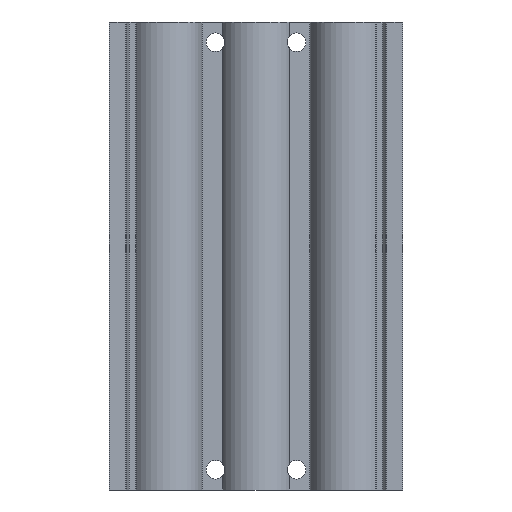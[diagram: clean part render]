
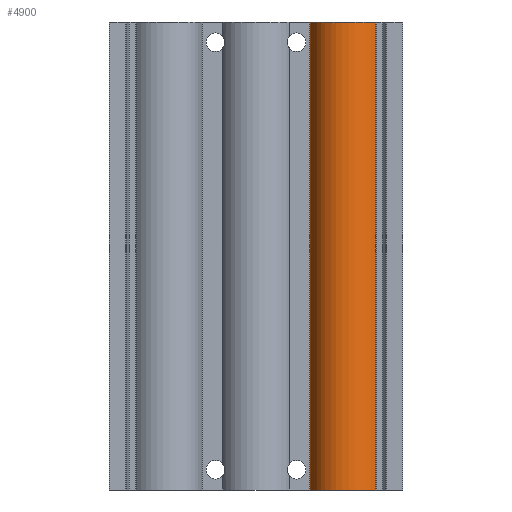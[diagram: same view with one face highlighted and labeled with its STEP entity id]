
A CAD part, front view. The second image highlights one B-rep face of the part: STEP entity #4900.
In plain terms, the highlighted cylindrical face has radius 11 mm (diameter 22 mm), a partial arc.
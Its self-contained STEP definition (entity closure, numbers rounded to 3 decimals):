
#206 = EDGE_CURVE ( 'NONE', #5917, #5919, #3401, .T. ) ;
#226 = EDGE_CURVE ( 'NONE', #5917, #5793, #3381, .T. ) ;
#231 = EDGE_CURVE ( 'NONE', #5927, #5793, #3372, .T. ) ;
#232 = EDGE_CURVE ( 'NONE', #5919, #5927, #3369, .T. ) ;
#914 = ORIENTED_EDGE ( 'NONE', *, *, #206, .T. ) ;
#941 = EDGE_LOOP ( 'NONE', ( #1092, #914, #1022, #1045 ) ) ;
#1022 = ORIENTED_EDGE ( 'NONE', *, *, #232, .T. ) ;
#1045 = ORIENTED_EDGE ( 'NONE', *, *, #231, .T. ) ;
#1092 = ORIENTED_EDGE ( 'NONE', *, *, #226, .F. ) ;
#1819 = CARTESIAN_POINT ( 'NONE',  ( 16.063, -5.179, -138.5 ) ) ;
#1821 = CARTESIAN_POINT ( 'NONE',  ( 16.063, -5.179, 0. ) ) ;
#1861 = CARTESIAN_POINT ( 'NONE',  ( 35.429, -11.068, -138.5 ) ) ;
#1992 = CARTESIAN_POINT ( 'NONE',  ( 35.429, -11.068, 0. ) ) ;
#2071 = CARTESIAN_POINT ( 'NONE',  ( 27., -4., -138.5 ) ) ;
#2083 = DIRECTION ( 'NONE',  ( 1., 0., 0. ) ) ;
#2279 = DIRECTION ( 'NONE',  ( 0., 0., 1. ) ) ;
#2435 = CYLINDRICAL_SURFACE ( 'NONE', #2813, 11. ) ;
#2436 = FACE_OUTER_BOUND ( 'NONE', #941, .T. ) ;
#2717 = AXIS2_PLACEMENT_3D ( 'NONE', #3536, #3535, #3534 ) ;
#2718 = AXIS2_PLACEMENT_3D ( 'NONE', #3523, #3522, #3521 ) ;
#2813 = AXIS2_PLACEMENT_3D ( 'NONE', #2071, #2279, #2083 ) ;
#3369 = CIRCLE ( 'NONE', #2718, 11. ) ;
#3370 = VECTOR ( 'NONE', #3524, 1000. ) ;
#3372 = LINE ( 'NONE', #3525, #3370 ) ;
#3381 = CIRCLE ( 'NONE', #2717, 11. ) ;
#3399 = VECTOR ( 'NONE', #3658, 1000. ) ;
#3401 = LINE ( 'NONE', #3654, #3399 ) ;
#3521 = DIRECTION ( 'NONE',  ( 1., 0., 0. ) ) ;
#3522 = DIRECTION ( 'NONE',  ( 0., 0., 1. ) ) ;
#3523 = CARTESIAN_POINT ( 'NONE',  ( 27., -4., -138.5 ) ) ;
#3524 = DIRECTION ( 'NONE',  ( 0., 0., 1. ) ) ;
#3525 = CARTESIAN_POINT ( 'NONE',  ( 35.429, -11.068, -138.5 ) ) ;
#3534 = DIRECTION ( 'NONE',  ( 1., 0., 0. ) ) ;
#3535 = DIRECTION ( 'NONE',  ( 0., 0., 1. ) ) ;
#3536 = CARTESIAN_POINT ( 'NONE',  ( 27., -4., 0. ) ) ;
#3654 = CARTESIAN_POINT ( 'NONE',  ( 16.063, -5.179, -138.5 ) ) ;
#3658 = DIRECTION ( 'NONE',  ( 0., 0., -1. ) ) ;
#4900 = ADVANCED_FACE ( 'NONE', ( #2436 ), #2435, .T. ) ;
#5793 = VERTEX_POINT ( 'NONE', #1992 ) ;
#5917 = VERTEX_POINT ( 'NONE', #1821 ) ;
#5919 = VERTEX_POINT ( 'NONE', #1819 ) ;
#5927 = VERTEX_POINT ( 'NONE', #1861 ) ;
